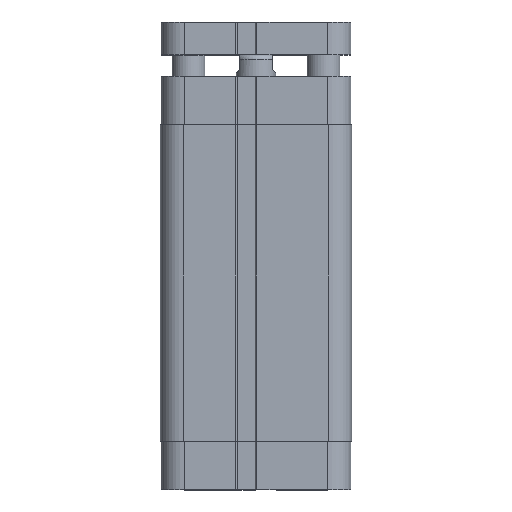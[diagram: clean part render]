
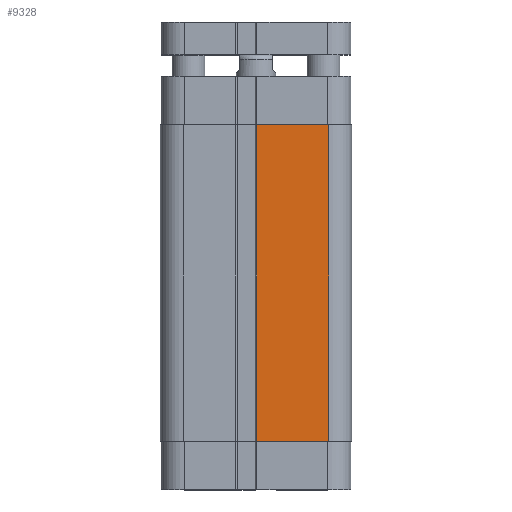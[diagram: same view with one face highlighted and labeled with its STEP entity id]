
A CAD part, top view. The second image highlights one B-rep face of the part: STEP entity #9328.
In plain terms, the highlighted planar face has unit normal (0, 0, 1).
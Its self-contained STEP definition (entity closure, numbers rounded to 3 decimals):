
#7895=CARTESIAN_POINT('',(0.25,48.,29.05));
#7896=VERTEX_POINT('',#7895);
#7904=CARTESIAN_POINT('',(22.05,48.,29.05));
#7905=VERTEX_POINT('',#7904);
#7906=CARTESIAN_POINT('',(22.05,48.,29.05));
#7907=DIRECTION('',(-1.0,0.0,0.0));
#7908=VECTOR('',#7907,21.8);
#7909=LINE('',#7906,#7908);
#7910=EDGE_CURVE('',#7905,#7896,#7909,.T.);
#8962=CARTESIAN_POINT('',(22.05,-48.,29.05));
#8963=VERTEX_POINT('',#8962);
#8971=CARTESIAN_POINT('',(0.25,-48.,29.05));
#8972=VERTEX_POINT('',#8971);
#8973=CARTESIAN_POINT('',(0.25,-48.,29.05));
#8974=DIRECTION('',(1.0,0.0,0.0));
#8975=VECTOR('',#8974,21.8);
#8976=LINE('',#8973,#8975);
#8977=EDGE_CURVE('',#8972,#8963,#8976,.T.);
#9296=CARTESIAN_POINT('',(22.05,48.,29.05));
#9297=DIRECTION('',(0.0,-1.0,0.0));
#9298=VECTOR('',#9297,96.);
#9299=LINE('',#9296,#9298);
#9300=EDGE_CURVE('',#7905,#8963,#9299,.T.);
#9312=CARTESIAN_POINT('',(22.05,0.0,29.05));
#9313=DIRECTION('',(0.0,0.0,1.0));
#9314=DIRECTION('',(1.0,0.0,0.0));
#9315=AXIS2_PLACEMENT_3D('',#9312,#9313,#9314);
#9316=PLANE('',#9315);
#9317=ORIENTED_EDGE('',*,*,#7910,.T.);
#9318=CARTESIAN_POINT('',(0.25,48.,29.05));
#9319=DIRECTION('',(0.0,-1.0,0.0));
#9320=VECTOR('',#9319,96.);
#9321=LINE('',#9318,#9320);
#9322=EDGE_CURVE('',#7896,#8972,#9321,.T.);
#9323=ORIENTED_EDGE('',*,*,#9322,.T.);
#9324=ORIENTED_EDGE('',*,*,#8977,.T.);
#9325=ORIENTED_EDGE('',*,*,#9300,.F.);
#9326=EDGE_LOOP('',(#9317,#9323,#9324,#9325));
#9327=FACE_OUTER_BOUND('',#9326,.T.);
#9328=ADVANCED_FACE('',(#9327),#9316,.T.);
